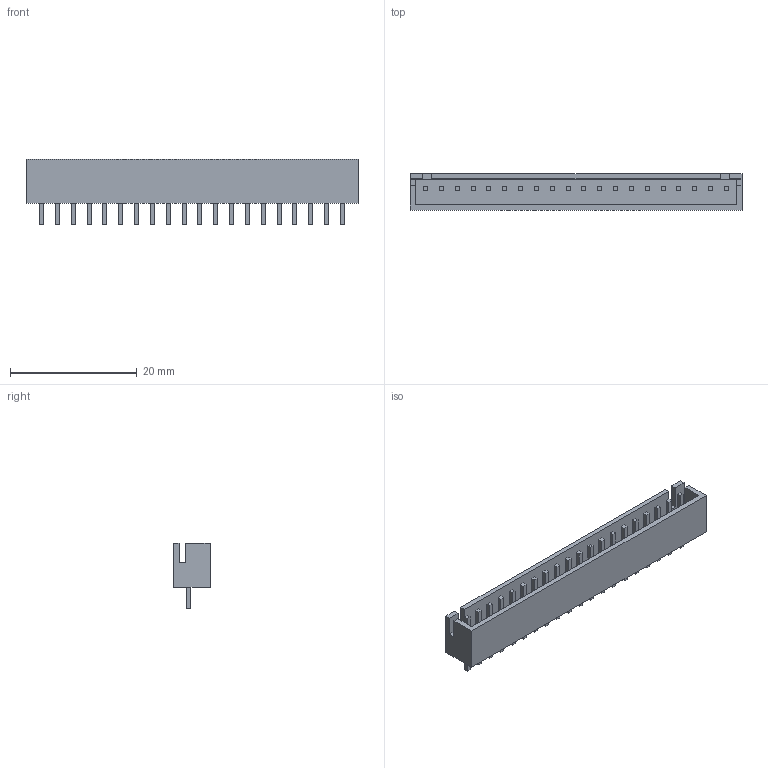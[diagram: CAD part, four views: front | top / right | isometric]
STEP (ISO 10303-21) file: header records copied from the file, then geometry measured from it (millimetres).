
FILE_DESCRIPTION(('FreeCAD Model'),'2;1');
FILE_NAME('B20B-XH-A.step','2017-10-18T10:53:17',( 'kicad StepUp'),('ksu MCAD'),'Open CASCADE STEP processor 6.8', 'FreeCAD','Unknown');
FILE_SCHEMA(('AUTOMOTIVE_DESIGN_CC2 { 1 2 10303 214 -1 1 5 4 }'));
Length unit declared in the file: millimetre
Products named in the file (2): ASSEMBLY; B20B-XH-A
Assembly tree (1 placements, depth 2):
  ASSEMBLY
    B20B-XH-A
Bounding box: 52.4 x 5.75 x 10.4 mm (x, y, z)
Volume: 1182.7 mm3; surface area: 2325.2 mm2
Topology: 1 solids, 1 shells, 224 faces, 546 edges, 364 vertices
Faces by surface type: plane 224
Entity records: 8029 total; most frequent: CARTESIAN_POINT 1136, ORIENTED_EDGE 1092, DIRECTION 998, EDGE_CURVE 546, LINE 546, VECTOR 546, VERTEX_POINT 364, FACE_BOUND 264
